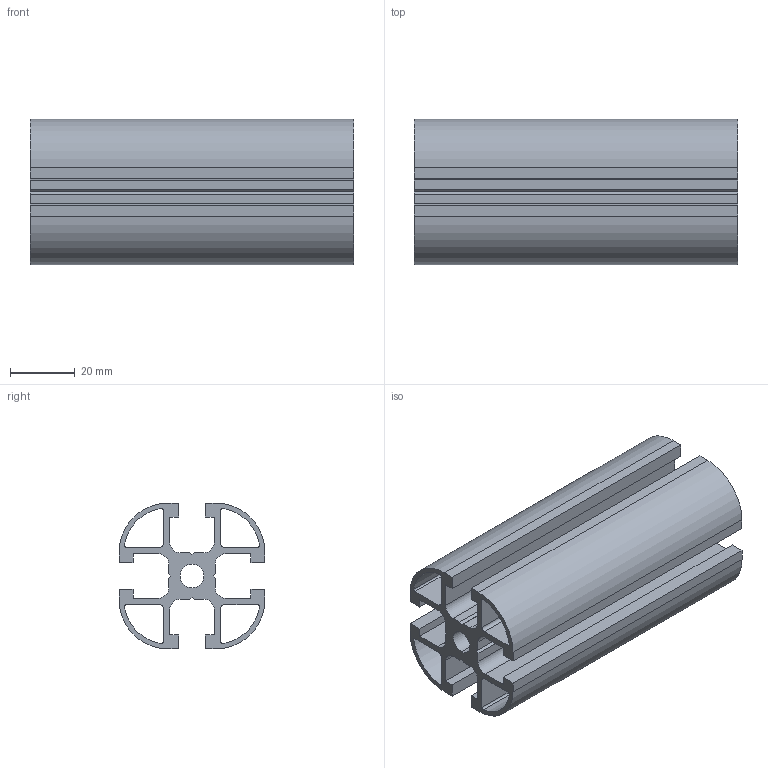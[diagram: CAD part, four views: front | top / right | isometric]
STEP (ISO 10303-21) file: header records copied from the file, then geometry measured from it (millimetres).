
FILE_DESCRIPTION (( 'STEP AP214' ), '1' );
FILE_NAME ('800.029.001.STEP', '2020-07-23T08:54:31', ( '' ), ( '' ), 'SwSTEP 2.0', 'SolidWorks 2018', '' );
FILE_SCHEMA (( 'AUTOMOTIVE_DESIGN' ));
Length unit declared in the file: millimetre
Products named in the file (1): 800.029.001
Bounding box: 100 x 45 x 45 mm (x, y, z)
Volume: 62744.5 mm3; surface area: 51368.7 mm2
Topology: 1 solids, 1 shells, 96 faces, 282 edges, 188 vertices
Faces by surface type: plane 62, cylinder 34
Entity records: 3248 total; most frequent: CARTESIAN_POINT 567, ORIENTED_EDGE 564, DIRECTION 544, EDGE_CURVE 282, LINE 214, VECTOR 214, VERTEX_POINT 188, AXIS2_PLACEMENT_3D 165
